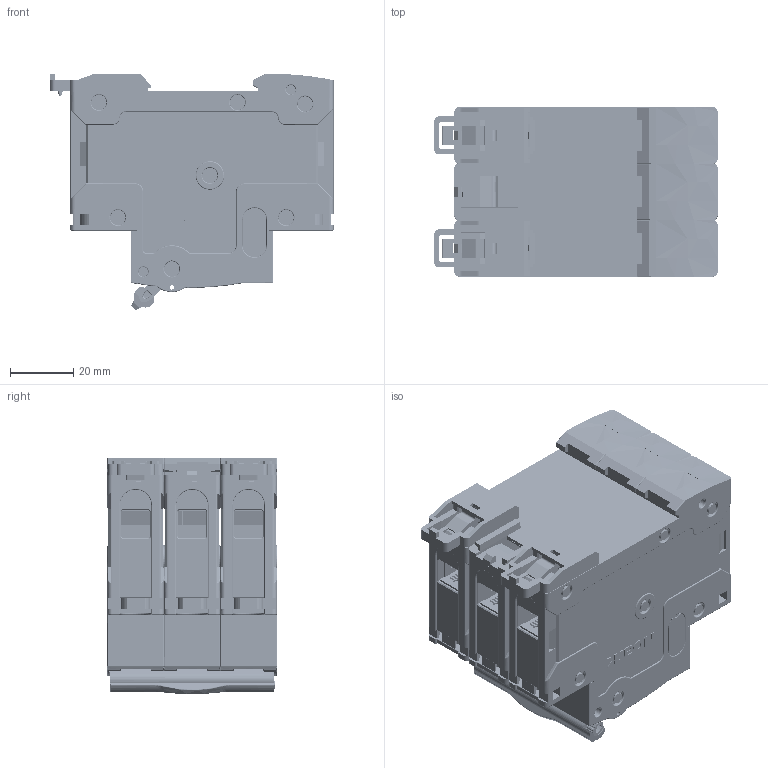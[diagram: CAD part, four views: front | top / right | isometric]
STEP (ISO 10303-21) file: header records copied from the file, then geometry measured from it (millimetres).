
FILE_DESCRIPTION((''),'2;1');
FILE_NAME('B1E_3P','2022-01-22T20:54:01',('lq'),(''),'CREO PARAMETRIC BY PTC INC, 2020044','CREO PARAMETRIC BY PTC INC, 2020044','');
FILE_SCHEMA(('CONFIG_CONTROL_DESIGN','SHAPE_APPEARANCE_LAYERS_GROUPS'));
Products named in the file (1): B1E_3P
Bounding box: 89.3 x 53.46 x 74.47 mm (x, y, z)
Volume: 15682.9 mm3; surface area: 133946.7 mm2
Topology: 40 solids, 67 shells, 7654 faces, 21232 edges, 13818 vertices
Faces by surface type: plane 4827, cylinder 2007, torus 402, extrusion 177, cone 136, sphere 72, bspline 33
Entity records: 271260 total; most frequent: CARTESIAN_POINT 51450, ORIENTED_EDGE 42169, DIRECTION 40573, EDGE_CURVE 21140, VECTOR 14309, LINE 14132, VERTEX_POINT 13812, AXIS2_PLACEMENT_3D 13132
